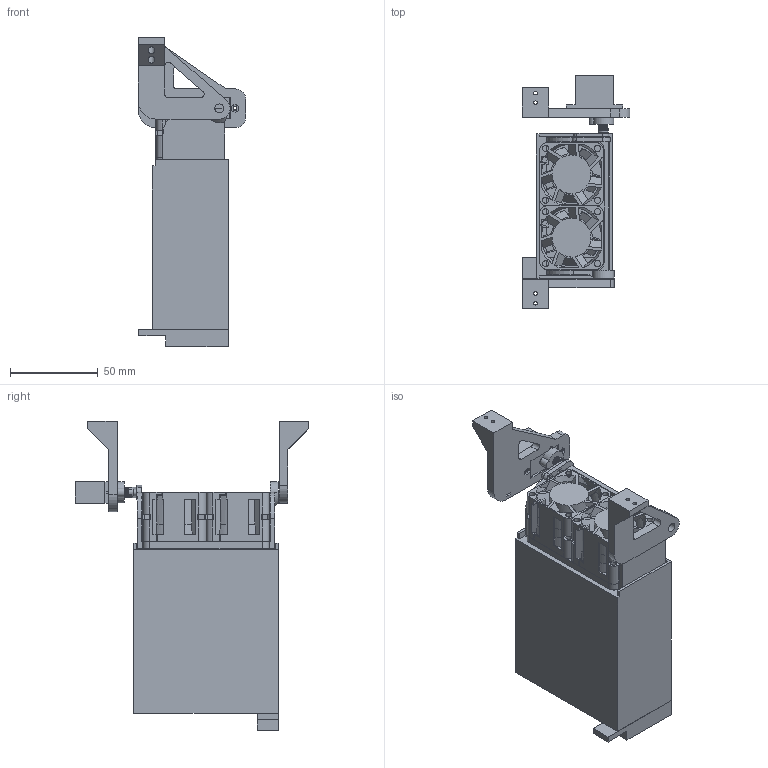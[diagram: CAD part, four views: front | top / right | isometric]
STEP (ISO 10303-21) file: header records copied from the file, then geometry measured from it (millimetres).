
FILE_DESCRIPTION(/* description */ ('','CAx-IF Rec.Pracs.---Representation and Presentation of Product Manufacturing Information (PMI)---4.0---2014-10-13'),/* implementation_level */ '2;1');
FILE_NAME(/* name */ 'Boogie.step',/* time_stamp */ '2025-03-24T10:25:09-10:00',/* author */ (''),/* organization */ (''),/* preprocessor_version */ 'ST-DEVELOPER v20',/* originating_system */ 'Autodesk Translation Framework v13.20.0.188',/* authorisation */ '');
FILE_SCHEMA (('AP242_MANAGED_MODEL_BASED_3D_ENGINEERING_MIM_LF { 1 0 10303 442 1 1 4 }'));
Length unit declared in the file: millimetre
Products named in the file (13): penguin3; Fan Mount; MG90S horn v1; FFB03612EHNYCL; ASM0001_ASM_1_ASM; FFB03612EHNYCL_1; ASM0001_ASM_1_ASM_1; FFB036XX-XXN_FRAME_1; PRT0001_1; servo motor (mg90s) v1; Filter; Top Mount; Bottom Mount adjustable
Assembly tree (14 placements, depth 5):
  penguin3
    Fan Mount
      MG90S horn v1
      FFB03612EHNYCL
        ASM0001_ASM_1_ASM
          FFB036XX-XXN_FRAME_1
          PRT0001_1
      FFB03612EHNYCL_1
        ASM0001_ASM_1_ASM_1
          FFB036XX-XXN_FRAME_1
          PRT0001_1
      servo motor (mg90s) v1
    Filter
    Top Mount
    Bottom Mount adjustable
Bounding box: 61.03 x 132.98 x 175.75 mm (x, y, z)
Volume: 126869.5 mm3; surface area: 112897.2 mm2
Topology: 11 solids, 11 shells, 1320 faces, 3846 edges, 2541 vertices
Faces by surface type: plane 903, cylinder 359, cone 50, bspline 8
Full cylindrical faces by diameter (mm): 1 x6, 2 x5, 2.1 x4, 2.139 x1, 3 x96, 3.5 x16, 3.9 x4, 3.906 x1, 4.7 x8, 5 x1, 5.5 x1, 5.859 x1, 6 x4, 8.2 x1, 34.4 x2
Entity records: 37437 total; most frequent: CARTESIAN_POINT 6699, ORIENTED_EDGE 6416, DIRECTION 6129, EDGE_CURVE 3208, LINE 2441, VECTOR 2441, VERTEX_POINT 2122, AXIS2_PLACEMENT_3D 1844
